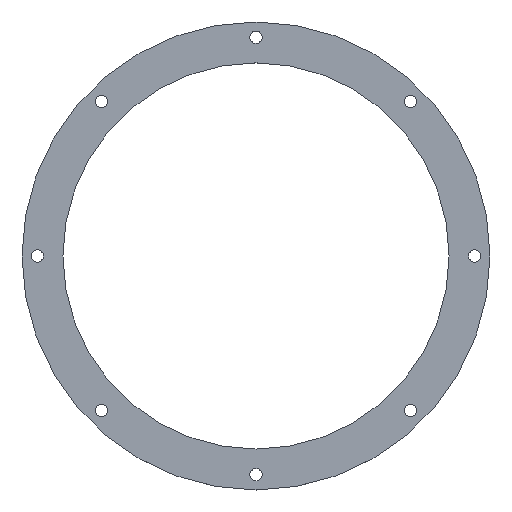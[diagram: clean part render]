
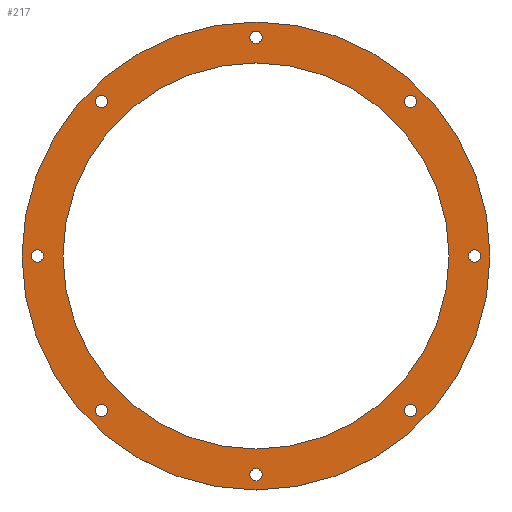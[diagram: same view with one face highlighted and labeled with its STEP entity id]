
A CAD part, top view. The second image highlights one B-rep face of the part: STEP entity #217.
In plain terms, the highlighted planar face has unit normal (0, 0, 1).
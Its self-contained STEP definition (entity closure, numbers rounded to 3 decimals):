
#15=PLANE('',#251);
#27=FACE_BOUND('',#78,.T.);
#28=FACE_BOUND('',#79,.T.);
#29=FACE_BOUND('',#80,.T.);
#30=FACE_BOUND('',#81,.T.);
#31=FACE_BOUND('',#82,.T.);
#32=FACE_BOUND('',#83,.T.);
#33=FACE_BOUND('',#84,.T.);
#34=FACE_BOUND('',#85,.T.);
#35=FACE_BOUND('',#86,.T.);
#55=FACE_OUTER_BOUND('',#77,.T.);
#77=EDGE_LOOP('',(#177));
#78=EDGE_LOOP('',(#178));
#79=EDGE_LOOP('',(#179));
#80=EDGE_LOOP('',(#180));
#81=EDGE_LOOP('',(#181));
#82=EDGE_LOOP('',(#182));
#83=EDGE_LOOP('',(#183));
#84=EDGE_LOOP('',(#184));
#85=EDGE_LOOP('',(#185));
#86=EDGE_LOOP('',(#186));
#97=CIRCLE('',#222,126.25);
#99=CIRCLE('',#225,4.);
#101=CIRCLE('',#228,4.);
#103=CIRCLE('',#231,4.);
#105=CIRCLE('',#234,4.);
#107=CIRCLE('',#237,4.);
#109=CIRCLE('',#240,4.);
#111=CIRCLE('',#243,4.);
#113=CIRCLE('',#246,4.);
#115=CIRCLE('',#249,153.);
#117=VERTEX_POINT('',#321);
#119=VERTEX_POINT('',#326);
#121=VERTEX_POINT('',#331);
#123=VERTEX_POINT('',#336);
#125=VERTEX_POINT('',#341);
#127=VERTEX_POINT('',#346);
#129=VERTEX_POINT('',#351);
#131=VERTEX_POINT('',#356);
#133=VERTEX_POINT('',#361);
#135=VERTEX_POINT('',#366);
#137=EDGE_CURVE('',#117,#117,#97,.T.);
#139=EDGE_CURVE('',#119,#119,#99,.T.);
#141=EDGE_CURVE('',#121,#121,#101,.T.);
#143=EDGE_CURVE('',#123,#123,#103,.T.);
#145=EDGE_CURVE('',#125,#125,#105,.T.);
#147=EDGE_CURVE('',#127,#127,#107,.T.);
#149=EDGE_CURVE('',#129,#129,#109,.T.);
#151=EDGE_CURVE('',#131,#131,#111,.T.);
#153=EDGE_CURVE('',#133,#133,#113,.T.);
#155=EDGE_CURVE('',#135,#135,#115,.T.);
#177=ORIENTED_EDGE('',*,*,#155,.F.);
#178=ORIENTED_EDGE('',*,*,#137,.T.);
#179=ORIENTED_EDGE('',*,*,#139,.T.);
#180=ORIENTED_EDGE('',*,*,#141,.T.);
#181=ORIENTED_EDGE('',*,*,#143,.T.);
#182=ORIENTED_EDGE('',*,*,#145,.T.);
#183=ORIENTED_EDGE('',*,*,#147,.T.);
#184=ORIENTED_EDGE('',*,*,#149,.T.);
#185=ORIENTED_EDGE('',*,*,#151,.T.);
#186=ORIENTED_EDGE('',*,*,#153,.T.);
#217=ADVANCED_FACE('',(#55,#27,#28,#29,#30,#31,#32,#33,#34,#35),#15,.F.);
#222=AXIS2_PLACEMENT_3D('',#322,#257,#258);
#225=AXIS2_PLACEMENT_3D('',#327,#263,#264);
#228=AXIS2_PLACEMENT_3D('',#332,#269,#270);
#231=AXIS2_PLACEMENT_3D('',#337,#275,#276);
#234=AXIS2_PLACEMENT_3D('',#342,#281,#282);
#237=AXIS2_PLACEMENT_3D('',#347,#287,#288);
#240=AXIS2_PLACEMENT_3D('',#352,#293,#294);
#243=AXIS2_PLACEMENT_3D('',#357,#299,#300);
#246=AXIS2_PLACEMENT_3D('',#362,#305,#306);
#249=AXIS2_PLACEMENT_3D('',#367,#311,#312);
#251=AXIS2_PLACEMENT_3D('',#370,#315,#316);
#257=DIRECTION('center_axis',(0.,0.,-1.));
#258=DIRECTION('ref_axis',(-1.,0.,0.));
#263=DIRECTION('center_axis',(0.,0.,-1.));
#264=DIRECTION('ref_axis',(-1.,0.,0.));
#269=DIRECTION('center_axis',(0.,0.,-1.));
#270=DIRECTION('ref_axis',(-1.,0.,0.));
#275=DIRECTION('center_axis',(0.,0.,-1.));
#276=DIRECTION('ref_axis',(-1.,0.,0.));
#281=DIRECTION('center_axis',(0.,0.,-1.));
#282=DIRECTION('ref_axis',(-1.,0.,0.));
#287=DIRECTION('center_axis',(0.,0.,-1.));
#288=DIRECTION('ref_axis',(-1.,0.,0.));
#293=DIRECTION('center_axis',(0.,0.,-1.));
#294=DIRECTION('ref_axis',(-1.,0.,0.));
#299=DIRECTION('center_axis',(0.,0.,-1.));
#300=DIRECTION('ref_axis',(-1.,0.,0.));
#305=DIRECTION('center_axis',(0.,0.,-1.));
#306=DIRECTION('ref_axis',(-1.,0.,0.));
#311=DIRECTION('center_axis',(0.,0.,-1.));
#312=DIRECTION('ref_axis',(-1.,0.,0.));
#315=DIRECTION('center_axis',(0.,0.,-1.));
#316=DIRECTION('ref_axis',(-1.,0.,0.));
#321=CARTESIAN_POINT('',(126.25,0.,4.));
#322=CARTESIAN_POINT('Origin',(0.,0.,4.));
#326=CARTESIAN_POINT('',(105.116,101.116,4.));
#327=CARTESIAN_POINT('Origin',(101.116,101.116,4.));
#331=CARTESIAN_POINT('',(147.,0.,4.));
#332=CARTESIAN_POINT('Origin',(143.,0.,4.));
#336=CARTESIAN_POINT('',(105.116,-101.116,4.));
#337=CARTESIAN_POINT('Origin',(101.116,-101.116,4.));
#341=CARTESIAN_POINT('',(4.,-143.,4.));
#342=CARTESIAN_POINT('Origin',(0.,-143.,4.));
#346=CARTESIAN_POINT('',(-97.116,-101.116,4.));
#347=CARTESIAN_POINT('Origin',(-101.116,-101.116,4.));
#351=CARTESIAN_POINT('',(-139.,0.,4.));
#352=CARTESIAN_POINT('Origin',(-143.,0.,4.));
#356=CARTESIAN_POINT('',(-97.116,101.116,4.));
#357=CARTESIAN_POINT('Origin',(-101.116,101.116,4.));
#361=CARTESIAN_POINT('',(4.,143.,4.));
#362=CARTESIAN_POINT('Origin',(0.,143.,4.));
#366=CARTESIAN_POINT('',(153.,0.,4.));
#367=CARTESIAN_POINT('Origin',(0.,0.,4.));
#370=CARTESIAN_POINT('Origin',(0.,0.,4.));
